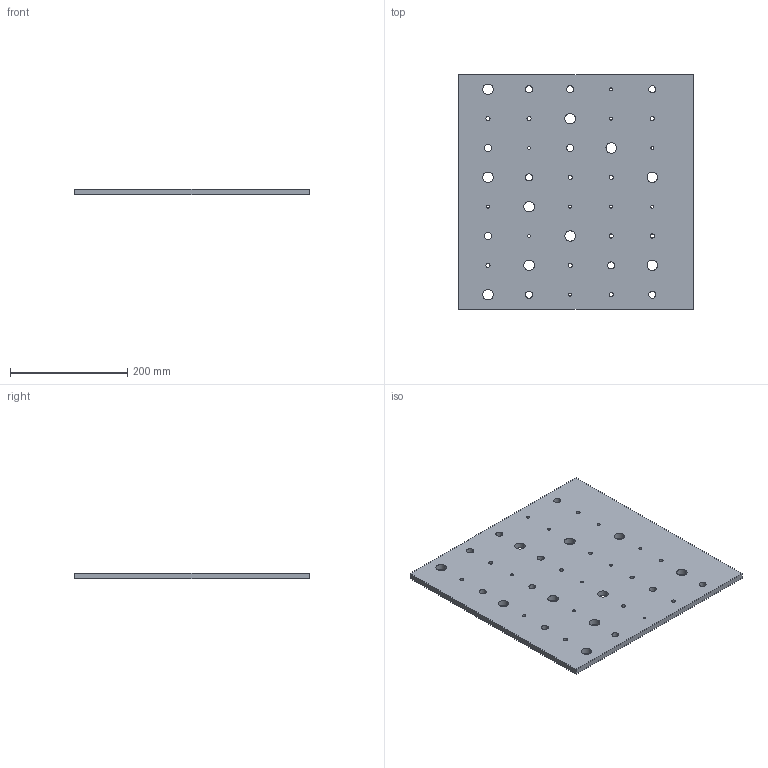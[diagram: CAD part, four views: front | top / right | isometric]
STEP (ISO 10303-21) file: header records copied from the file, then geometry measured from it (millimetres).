
FILE_DESCRIPTION(('CATIA V5 STEP Exchange'),'2;1');
FILE_NAME('Plaque_3.stp','2021-10-28T10:27:34+00:00',('none'),('none'),'CATIA Version 5 Release 21 SP 2 (IN-10)','CATIA V5 STEP AP203','none');
FILE_SCHEMA(('CONFIG_CONTROL_DESIGN'));
Length unit declared in the file: millimetre
Products named in the file (1): Plaque_3
Bounding box: 400 x 400 x 10 mm (x, y, z)
Volume: 1557431.4 mm3; surface area: 340681 mm2
Topology: 1 solids, 1 shells, 86 faces, 252 edges, 168 vertices
Faces by surface type: cylinder 80, plane 6
Entity records: 2801 total; most frequent: ORIENTED_EDGE 504, CARTESIAN_POINT 468, DIRECTION 346, EDGE_CURVE 252, AXIS2_PLACEMENT_3D 208, VERTEX_POINT 168, EDGE_LOOP 166, CIRCLE 160
